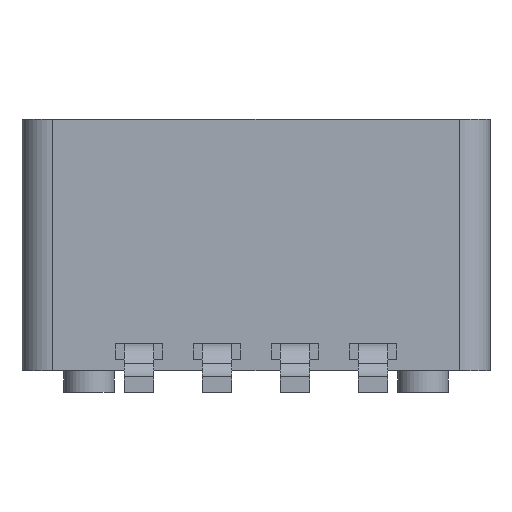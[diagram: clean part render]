
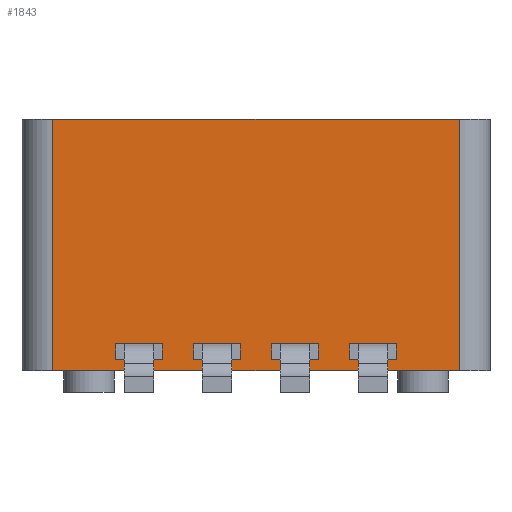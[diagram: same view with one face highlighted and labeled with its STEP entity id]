
A CAD part, left-side view. The second image highlights one B-rep face of the part: STEP entity #1843.
In plain terms, the highlighted planar face has unit normal (-1, 0, 0).
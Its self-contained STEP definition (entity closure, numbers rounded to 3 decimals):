
#354 = VERTEX_POINT('',#355);
#355 = CARTESIAN_POINT('',(-3.81,-1.524,0.539));
#361 = EDGE_CURVE('',#362,#354,#364,.T.);
#362 = VERTEX_POINT('',#363);
#363 = CARTESIAN_POINT('',(-3.81,-2.286,0.539));
#364 = LINE('',#365,#366);
#365 = CARTESIAN_POINT('',(-3.81,-2.286,0.539));
#366 = VECTOR('',#367,1.);
#367 = DIRECTION('',(0.,1.,0.));
#443 = VERTEX_POINT('',#444);
#444 = CARTESIAN_POINT('',(-3.81,-2.286,0.793));
#450 = EDGE_CURVE('',#443,#451,#453,.T.);
#451 = VERTEX_POINT('',#452);
#452 = CARTESIAN_POINT('',(-3.81,-1.524,0.793));
#453 = LINE('',#454,#455);
#454 = CARTESIAN_POINT('',(-3.81,-2.286,0.793));
#455 = VECTOR('',#456,1.);
#456 = DIRECTION('',(0.,1.,0.));
#598 = EDGE_CURVE('',#354,#451,#599,.T.);
#599 = LINE('',#600,#601);
#600 = CARTESIAN_POINT('',(-3.81,-1.524,0.539));
#601 = VECTOR('',#602,1.);
#602 = DIRECTION('',(0.,0.,1.));
#720 = VERTEX_POINT('',#721);
#721 = CARTESIAN_POINT('',(-3.81,-1.016,0.539));
#761 = VERTEX_POINT('',#762);
#762 = CARTESIAN_POINT('',(-3.81,-0.254,0.539));
#768 = EDGE_CURVE('',#720,#761,#769,.T.);
#769 = LINE('',#770,#771);
#770 = CARTESIAN_POINT('',(-3.81,-1.016,0.539));
#771 = VECTOR('',#772,1.);
#772 = DIRECTION('',(0.,1.,0.));
#793 = VERTEX_POINT('',#794);
#794 = CARTESIAN_POINT('',(-3.81,-1.016,0.793));
#800 = EDGE_CURVE('',#793,#801,#803,.T.);
#801 = VERTEX_POINT('',#802);
#802 = CARTESIAN_POINT('',(-3.81,-0.254,0.793));
#803 = LINE('',#804,#805);
#804 = CARTESIAN_POINT('',(-3.81,-1.016,0.793));
#805 = VECTOR('',#806,1.);
#806 = DIRECTION('',(0.,1.,0.));
#981 = EDGE_CURVE('',#720,#793,#982,.T.);
#982 = LINE('',#983,#984);
#983 = CARTESIAN_POINT('',(-3.81,-1.016,0.539));
#984 = VECTOR('',#985,1.);
#985 = DIRECTION('',(0.,0.,1.));
#1002 = EDGE_CURVE('',#761,#801,#1003,.T.);
#1003 = LINE('',#1004,#1005);
#1004 = CARTESIAN_POINT('',(-3.81,-0.254,0.539));
#1005 = VECTOR('',#1006,1.);
#1006 = DIRECTION('',(0.,0.,1.));
#1124 = VERTEX_POINT('',#1125);
#1125 = CARTESIAN_POINT('',(-3.81,0.254,0.539));
#1165 = VERTEX_POINT('',#1166);
#1166 = CARTESIAN_POINT('',(-3.81,1.016,0.539));
#1172 = EDGE_CURVE('',#1124,#1165,#1173,.T.);
#1173 = LINE('',#1174,#1175);
#1174 = CARTESIAN_POINT('',(-3.81,0.254,0.539));
#1175 = VECTOR('',#1176,1.);
#1176 = DIRECTION('',(0.,1.,0.));
#1197 = VERTEX_POINT('',#1198);
#1198 = CARTESIAN_POINT('',(-3.81,0.254,0.793));
#1204 = EDGE_CURVE('',#1197,#1205,#1207,.T.);
#1205 = VERTEX_POINT('',#1206);
#1206 = CARTESIAN_POINT('',(-3.81,1.016,0.793));
#1207 = LINE('',#1208,#1209);
#1208 = CARTESIAN_POINT('',(-3.81,0.254,0.793));
#1209 = VECTOR('',#1210,1.);
#1210 = DIRECTION('',(0.,1.,0.));
#1385 = EDGE_CURVE('',#1124,#1197,#1386,.T.);
#1386 = LINE('',#1387,#1388);
#1387 = CARTESIAN_POINT('',(-3.81,0.254,0.539));
#1388 = VECTOR('',#1389,1.);
#1389 = DIRECTION('',(0.,0.,1.));
#1406 = EDGE_CURVE('',#1165,#1205,#1407,.T.);
#1407 = LINE('',#1408,#1409);
#1408 = CARTESIAN_POINT('',(-3.81,1.016,0.539));
#1409 = VECTOR('',#1410,1.);
#1410 = DIRECTION('',(0.,0.,1.));
#1528 = VERTEX_POINT('',#1529);
#1529 = CARTESIAN_POINT('',(-3.81,1.524,0.539));
#1569 = VERTEX_POINT('',#1570);
#1570 = CARTESIAN_POINT('',(-3.81,2.286,0.539));
#1576 = EDGE_CURVE('',#1528,#1569,#1577,.T.);
#1577 = LINE('',#1578,#1579);
#1578 = CARTESIAN_POINT('',(-3.81,1.524,0.539));
#1579 = VECTOR('',#1580,1.);
#1580 = DIRECTION('',(0.,1.,0.));
#1601 = VERTEX_POINT('',#1602);
#1602 = CARTESIAN_POINT('',(-3.81,1.524,0.793));
#1608 = EDGE_CURVE('',#1601,#1609,#1611,.T.);
#1609 = VERTEX_POINT('',#1610);
#1610 = CARTESIAN_POINT('',(-3.81,2.286,0.793));
#1611 = LINE('',#1612,#1613);
#1612 = CARTESIAN_POINT('',(-3.81,1.524,0.793));
#1613 = VECTOR('',#1614,1.);
#1614 = DIRECTION('',(0.,1.,0.));
#1789 = EDGE_CURVE('',#1528,#1601,#1790,.T.);
#1790 = LINE('',#1791,#1792);
#1791 = CARTESIAN_POINT('',(-3.81,1.524,0.539));
#1792 = VECTOR('',#1793,1.);
#1793 = DIRECTION('',(0.,0.,1.));
#1810 = EDGE_CURVE('',#1569,#1609,#1811,.T.);
#1811 = LINE('',#1812,#1813);
#1812 = CARTESIAN_POINT('',(-3.81,2.286,0.539));
#1813 = VECTOR('',#1814,1.);
#1814 = DIRECTION('',(0.,0.,1.));
#1833 = EDGE_CURVE('',#362,#443,#1834,.T.);
#1834 = LINE('',#1835,#1836);
#1835 = CARTESIAN_POINT('',(-3.81,-2.286,0.539));
#1836 = VECTOR('',#1837,1.);
#1837 = DIRECTION('',(0.,0.,1.));
#1843 = ADVANCED_FACE('',(#1844,#1850,#1856,#1862,#1868),#1902,.T.);
#1844 = FACE_BOUND('',#1845,.T.);
#1845 = EDGE_LOOP('',(#1846,#1847,#1848,#1849));
#1846 = ORIENTED_EDGE('',*,*,#1789,.F.);
#1847 = ORIENTED_EDGE('',*,*,#1576,.T.);
#1848 = ORIENTED_EDGE('',*,*,#1810,.T.);
#1849 = ORIENTED_EDGE('',*,*,#1608,.F.);
#1850 = FACE_BOUND('',#1851,.T.);
#1851 = EDGE_LOOP('',(#1852,#1853,#1854,#1855));
#1852 = ORIENTED_EDGE('',*,*,#1385,.F.);
#1853 = ORIENTED_EDGE('',*,*,#1172,.T.);
#1854 = ORIENTED_EDGE('',*,*,#1406,.T.);
#1855 = ORIENTED_EDGE('',*,*,#1204,.F.);
#1856 = FACE_BOUND('',#1857,.T.);
#1857 = EDGE_LOOP('',(#1858,#1859,#1860,#1861));
#1858 = ORIENTED_EDGE('',*,*,#981,.F.);
#1859 = ORIENTED_EDGE('',*,*,#768,.T.);
#1860 = ORIENTED_EDGE('',*,*,#1002,.T.);
#1861 = ORIENTED_EDGE('',*,*,#800,.F.);
#1862 = FACE_BOUND('',#1863,.T.);
#1863 = EDGE_LOOP('',(#1864,#1865,#1866,#1867));
#1864 = ORIENTED_EDGE('',*,*,#1833,.F.);
#1865 = ORIENTED_EDGE('',*,*,#361,.T.);
#1866 = ORIENTED_EDGE('',*,*,#598,.T.);
#1867 = ORIENTED_EDGE('',*,*,#450,.F.);
#1868 = FACE_BOUND('',#1869,.T.);
#1869 = EDGE_LOOP('',(#1870,#1880,#1888,#1896));
#1870 = ORIENTED_EDGE('',*,*,#1871,.F.);
#1871 = EDGE_CURVE('',#1872,#1874,#1876,.T.);
#1872 = VERTEX_POINT('',#1873);
#1873 = CARTESIAN_POINT('',(-3.81,3.31,4.445));
#1874 = VERTEX_POINT('',#1875);
#1875 = CARTESIAN_POINT('',(-3.81,-3.31,4.445));
#1876 = LINE('',#1877,#1878);
#1877 = CARTESIAN_POINT('',(-3.81,-3.81,4.445));
#1878 = VECTOR('',#1879,1.);
#1879 = DIRECTION('',(0.,-1.,0.));
#1880 = ORIENTED_EDGE('',*,*,#1881,.T.);
#1881 = EDGE_CURVE('',#1872,#1882,#1884,.T.);
#1882 = VERTEX_POINT('',#1883);
#1883 = CARTESIAN_POINT('',(-3.81,3.31,0.356));
#1884 = LINE('',#1885,#1886);
#1885 = CARTESIAN_POINT('',(-3.81,3.31,0.356));
#1886 = VECTOR('',#1887,1.);
#1887 = DIRECTION('',(0.,0.,-1.));
#1888 = ORIENTED_EDGE('',*,*,#1889,.T.);
#1889 = EDGE_CURVE('',#1882,#1890,#1892,.T.);
#1890 = VERTEX_POINT('',#1891);
#1891 = CARTESIAN_POINT('',(-3.81,-3.31,0.356));
#1892 = LINE('',#1893,#1894);
#1893 = CARTESIAN_POINT('',(-3.81,-3.81,0.356));
#1894 = VECTOR('',#1895,1.);
#1895 = DIRECTION('',(0.,-1.,0.));
#1896 = ORIENTED_EDGE('',*,*,#1897,.T.);
#1897 = EDGE_CURVE('',#1890,#1874,#1898,.T.);
#1898 = LINE('',#1899,#1900);
#1899 = CARTESIAN_POINT('',(-3.81,-3.31,0.356));
#1900 = VECTOR('',#1901,1.);
#1901 = DIRECTION('',(0.,0.,1.));
#1902 = PLANE('',#1903);
#1903 = AXIS2_PLACEMENT_3D('',#1904,#1905,#1906);
#1904 = CARTESIAN_POINT('',(-3.81,-3.81,0.356));
#1905 = DIRECTION('',(-1.,0.,0.));
#1906 = DIRECTION('',(0.,-1.,0.));
